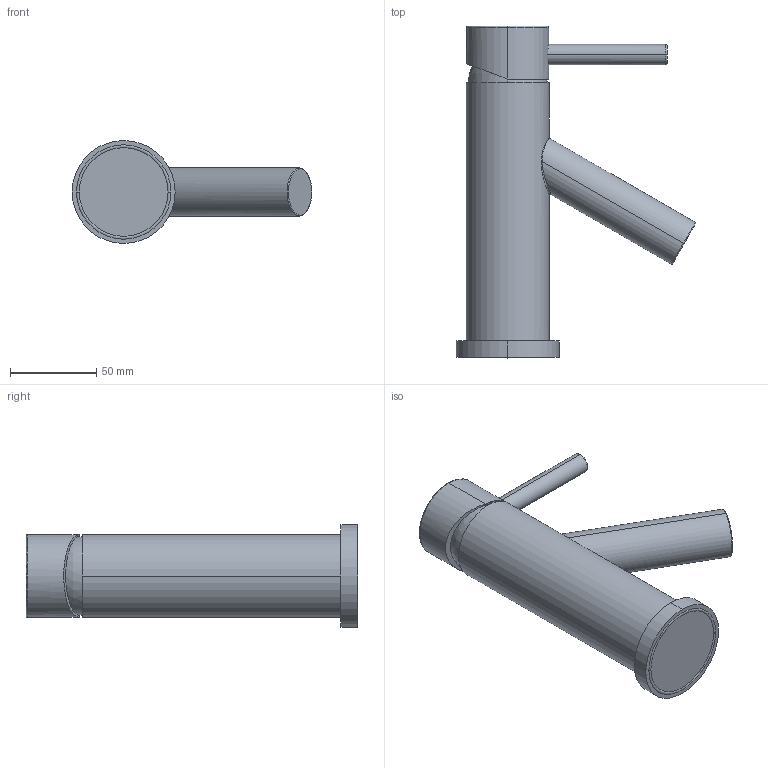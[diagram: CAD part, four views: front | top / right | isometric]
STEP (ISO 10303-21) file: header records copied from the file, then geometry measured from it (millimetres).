
FILE_DESCRIPTION((''),'2;1');
FILE_NAME('1503_SW0001','2021-02-11T11:46:47',('rsmith'),(''),'CREO PARAMETRIC BY PTC INC, 2018400','CREO PARAMETRIC BY PTC INC, 2018400','');
FILE_SCHEMA(('AUTOMOTIVE_DESIGN { 1 0 10303 214 1 1 1 1 }'));
Length unit declared in the file: inch
Products named in the file (1): 1503_SW0001
Bounding box: 138.9 x 192.39 x 59.69 mm (x, y, z)
Volume: 394965.2 mm3; surface area: 55217.9 mm2
Topology: 1 solids, 2 shells, 58 faces, 122 edges, 73 vertices
Faces by surface type: cylinder 19, plane 15, torus 8, cone 7, sphere 5, bspline 4
Entity records: 2837 total; most frequent: CARTESIAN_POINT 818, DIRECTION 286, ORIENTED_EDGE 240, PRESENTATION_STYLE_ASSIGNMENT 147, COLOUR_RGB 147, STYLED_ITEM 129, AXIS2_PLACEMENT_3D 129, CURVE_STYLE 120
